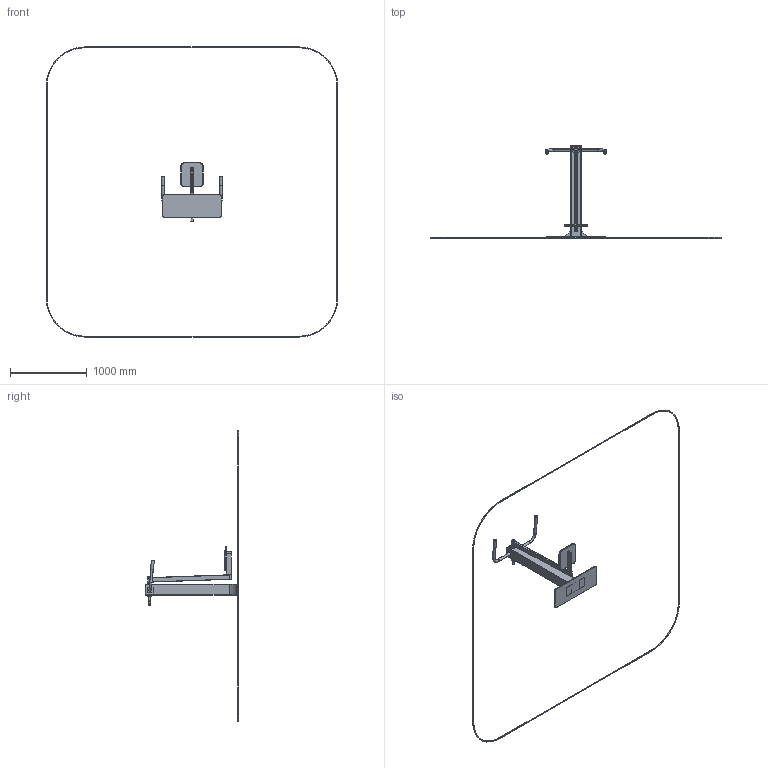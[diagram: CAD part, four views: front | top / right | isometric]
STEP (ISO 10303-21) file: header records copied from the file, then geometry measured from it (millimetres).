
FILE_DESCRIPTION(('STEP AP214'), '1');
FILE_NAME('óëè÷íûé òðåíàæåð_Ìÿòíèêîâûé', '', ('UNSPECIFIED'), ('UNSPECIFIED'), 'C3D Converter', 'C3D Toolkit', '');
FILE_SCHEMA(('AUTOMOTIVE_DESIGN { 1 0 10303 214 3 1 1}'));
Length unit declared in the file: millimetre
Products named in the file (42): УТ-23; УТ-18.00.01.04; УТ-18.00.01.01; УТ-19Н опора (2020); УТ-18.01.00.00; УТ-18.01.01.00; УТ-18.01.01.01; УТ-18.01.01.02; УТ-02.1.14.01.01.00; ФК-03.03; УТ-18.02.00.00; УТ-18.02.01.00; УТ-10.1Н.00.01.02; УТН-03Г.00.00.01
Assembly tree (65 placements, depth 4):
  (unnamed)
    УТ-23
      УТ-18.00.01.04
      УТ-18.00.01.01
      (unnamed)  x4
      (unnamed)  x2
      УТ-19Н опора (2020)
    УТ-18.01.00.00  x2
      УТ-18.01.01.00
        УТ-18.01.01.01
        УТ-18.01.01.02
      (unnamed)
    (unnamed)
      УТ-02.1.14.01.01.00
        (unnamed)
        (unnamed)
        (unnamed)
        (unnamed)
      (unnamed)
    (unnamed)
    (unnamed)  x2
    (unnamed)  x2
      (unnamed)
        ФК-03.03  x6
        (unnamed)  x2
        (unnamed)  x3
      (unnamed)
        (unnamed)
        (unnamed)
        (unnamed)
    УТ-18.02.00.00
      (unnamed)
      УТ-18.02.01.00
        УТ-18.01.01.01
        УТ-18.01.01.02
    (unnamed)
      (unnamed)
        УТ-10.1Н.00.01.02
        (unnamed)
    (unnamed)
    (unnamed)
      (unnamed)
        УТ-10.1Н.00.01.02
        (unnamed)
    (unnamed)
    УТН-03Г.00.00.01
Bounding box: 3796 x 1212 x 3779.81 mm (x, y, z)
Volume: 9765868.9 mm3; surface area: 3976573.1 mm2
Topology: 34 solids, 34 shells, 612 faces, 1502 edges, 982 vertices
Faces by surface type: plane 314, cylinder 223, torus 44, cone 27, bspline 4
Full cylindrical faces by diameter (mm): 5 x3, 8 x1, 11 x1, 27.6 x6, 30 x2, 33 x1, 34 x9, 35 x1, 36 x1, 37 x4, 40 x4, 48 x2, 55 x2, 58 x2, 64 x2
Entity records: 23968 total; most frequent: CARTESIAN_POINT 4545, DIRECTION 2747, ORIENTED_EDGE 2436, EDGE_CURVE 1218, AXIS2_PLACEMENT_3D 1009, VERTEX_POINT 835, LINE 729, VECTOR 729
